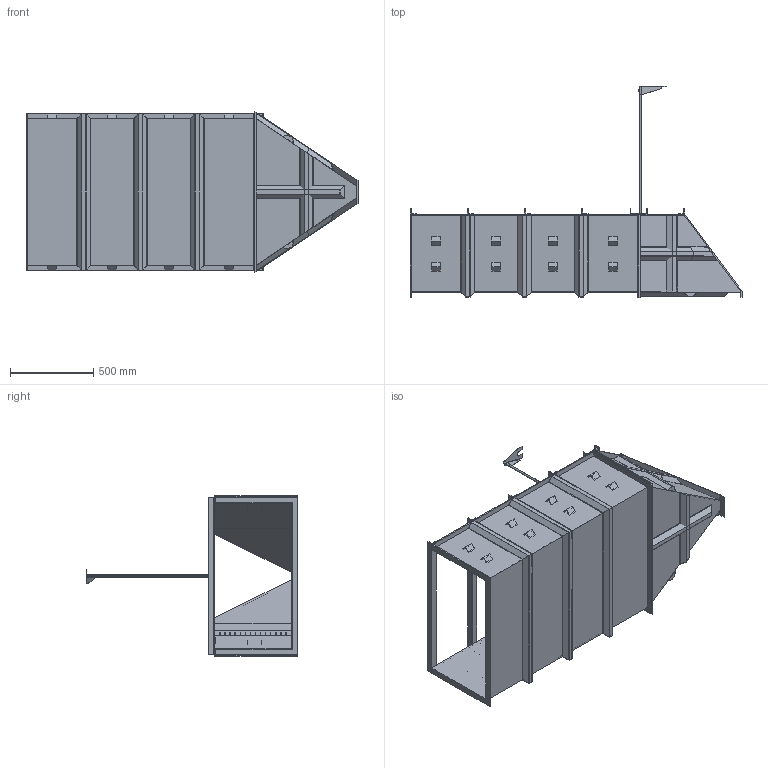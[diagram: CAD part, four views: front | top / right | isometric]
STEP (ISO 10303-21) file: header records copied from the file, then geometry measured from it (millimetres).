
FILE_DESCRIPTION (( 'STEP AP214' ), '1' );
FILE_NAME ('1.5H Flume Assy with options.STEP', '2020-08-28T17:43:00', ( '' ), ( '' ), 'SwSTEP 2.0', 'SolidWorks 2020', '' );
FILE_SCHEMA (( 'AUTOMOTIVE_DESIGN' ));
Length unit declared in the file: inch
Products named in the file (13): 1.5H Flume Assy with options; Ultrasonic Top Plate Assembly Rev A; Parshall Staff Gauge 24in long parshall staff gauge_English Staff Gauge 18"; Top Bracket Rev A sheet metal; C Channel Ultrasonic Bkt_1.0H Flume; Ulstrasonic Bracket Assy_30in height - Default; shaft_30in Default; 1.5H H Flume ApproacH Section_1.5'' H; Top Bracket Tube; 1.5H H Flume_1.5'' H FLUME W-OPTIONS; H Flume Ultrasonic Bkt Assem1_1.0H Flume; base plate; hex nut_ai_HNUT 0.2500-20-D-N
Assembly tree (12 placements, depth 5):
  1.5H Flume Assy with options
    1.5H H Flume_1.5'' H FLUME W-OPTIONS
    1.5H H Flume ApproacH Section_1.5'' H
    H Flume Ultrasonic Bkt Assem1_1.0H Flume
      Ulstrasonic Bracket Assy_30in height - Default
        base plate
        shaft_30in Default
        Ultrasonic Top Plate Assembly Rev A
          Top Bracket Rev A sheet metal
          Top Bracket Tube
          hex nut_ai_HNUT 0.2500-20-D-N
      C Channel Ultrasonic Bkt_1.0H Flume
    Parshall Staff Gauge 24in long parshall staff gauge_English Staff Gauge 18"
Bounding box: 1988.82 x 1263.59 x 960.26 mm (x, y, z)
Volume: 21334383.2 mm3; surface area: 11517933.5 mm2
Topology: 37 solids, 51 shells, 534 faces, 1298 edges, 860 vertices
Faces by surface type: plane 486, cylinder 29, cone 16, bspline 3
Entity records: 18677 total; most frequent: CARTESIAN_POINT 3172, ORIENTED_EDGE 2580, DIRECTION 2416, EDGE_CURVE 1298, VECTOR 1196, LINE 1196, VERTEX_POINT 860, AXIS2_PLACEMENT_3D 610
